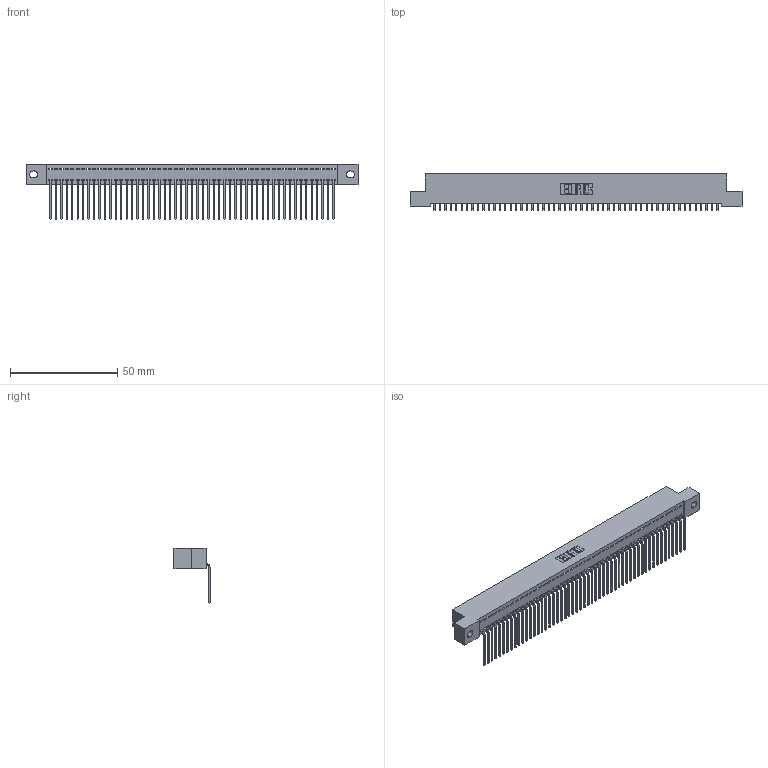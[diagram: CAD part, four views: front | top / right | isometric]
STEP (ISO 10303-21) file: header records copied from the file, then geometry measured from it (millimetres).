
FILE_DESCRIPTION (( 'STEP AP203' ), '1' );
FILE_NAME ('392-053-559-102.STEP', '2019-10-08T13:22:07', ( '' ), ( '' ), 'SwSTEP 2.0', 'SolidWorks 2016', '' );
FILE_SCHEMA (( 'CONFIG_CONTROL_DESIGN' ));
Length unit declared in the file: inch
Products named in the file (3): 345-292-001_558 559 Tail - 1; 392-053-559-102; 342 Part_.128 Slot
Assembly tree (54 placements, depth 2):
  392-053-559-102
    342 Part_.128 Slot
    345-292-001_558 559 Tail - 1  x53
Bounding box: 154.94 x 16.83 x 25.78 mm (x, y, z)
Volume: 13750.1 mm3; surface area: 21159.3 mm2
Topology: 54 solids, 54 shells, 3294 faces, 9957 edges, 6566 vertices
Faces by surface type: plane 2402, cylinder 892
Entity records: 31065 total; most frequent: CARTESIAN_POINT 5365, ORIENTED_EDGE 5354, DIRECTION 4503, EDGE_CURVE 2677, VECTOR 2549, LINE 2549, VERTEX_POINT 1782, AXIS2_PLACEMENT_3D 977
